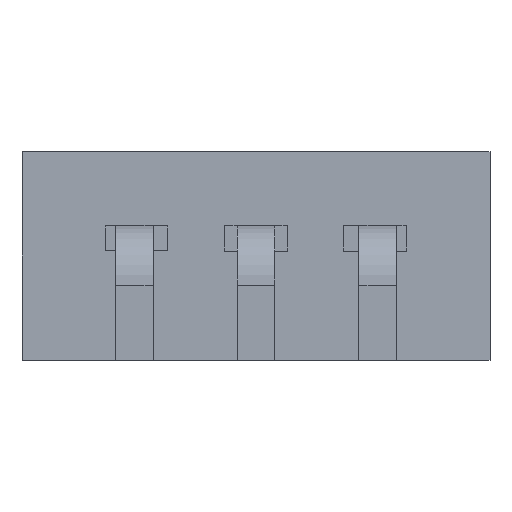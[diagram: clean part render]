
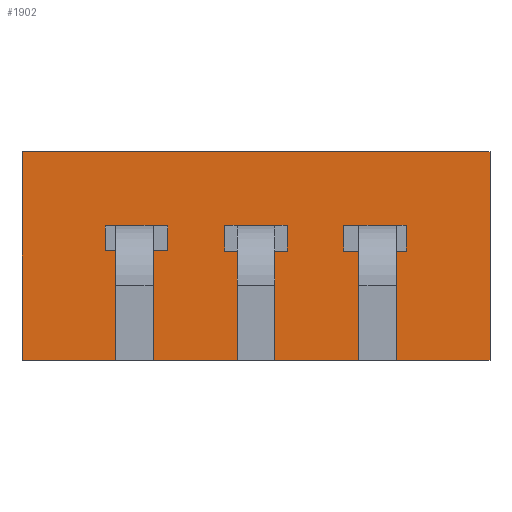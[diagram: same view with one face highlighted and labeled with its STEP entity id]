
A CAD part, front view. The second image highlights one B-rep face of the part: STEP entity #1902.
In plain terms, the highlighted planar face has unit normal (0, -1, 0).
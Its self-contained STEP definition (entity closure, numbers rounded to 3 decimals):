
#12 = EDGE_LOOP ( 'NONE', ( #2946, #347, #33, #6101 ) ) ;
#33 = ORIENTED_EDGE ( 'NONE', *, *, #1035, .F. ) ;
#72 = EDGE_CURVE ( 'NONE', #1809, #4657, #3489, .T. ) ;
#232 = CARTESIAN_POINT ( 'NONE',  ( -3.21, 3.937, -0.349 ) ) ;
#330 = VERTEX_POINT ( 'NONE', #6648 ) ;
#347 = ORIENTED_EDGE ( 'NONE', *, *, #2584, .F. ) ;
#367 = LINE ( 'NONE', #5508, #3264 ) ;
#566 = EDGE_CURVE ( 'NONE', #5753, #7063, #4936, .T. ) ;
#587 = LINE ( 'NONE', #3970, #4533 ) ;
#717 = EDGE_CURVE ( 'NONE', #5687, #6715, #1640, .T. ) ;
#876 = ORIENTED_EDGE ( 'NONE', *, *, #3056, .F. ) ;
#889 = VECTOR ( 'NONE', #1519, 1000. ) ;
#920 = LINE ( 'NONE', #1575, #3493 ) ;
#947 = DIRECTION ( 'NONE',  ( 0., 0., -1. ) ) ;
#951 = EDGE_CURVE ( 'NONE', #4148, #330, #4207, .T. ) ;
#961 = EDGE_CURVE ( 'NONE', #330, #1419, #3061, .T. ) ;
#1029 = VECTOR ( 'NONE', #1461, 1000. ) ;
#1035 = EDGE_CURVE ( 'NONE', #1419, #4030, #587, .T. ) ;
#1084 = VERTEX_POINT ( 'NONE', #1323 ) ;
#1164 = LINE ( 'NONE', #2248, #6767 ) ;
#1221 = VERTEX_POINT ( 'NONE', #3635 ) ;
#1275 = EDGE_CURVE ( 'NONE', #6216, #3637, #1432, .T. ) ;
#1323 = CARTESIAN_POINT ( 'NONE',  ( -0.67, 3.937, -0.359 ) ) ;
#1326 = VECTOR ( 'NONE', #6468, 1000. ) ;
#1371 = CARTESIAN_POINT ( 'NONE',  ( -0.67, 3.937, -0.359 ) ) ;
#1419 = VERTEX_POINT ( 'NONE', #6383 ) ;
#1432 = LINE ( 'NONE', #2599, #5457 ) ;
#1441 = LINE ( 'NONE', #5420, #5989 ) ;
#1461 = DIRECTION ( 'NONE',  ( 0., 0., 1. ) ) ;
#1480 = DIRECTION ( 'NONE',  ( 0., 0., -1. ) ) ;
#1482 = DIRECTION ( 'NONE',  ( 0., 0., -1. ) ) ;
#1519 = DIRECTION ( 'NONE',  ( 0., 0., 1. ) ) ;
#1575 = CARTESIAN_POINT ( 'NONE',  ( 0.664, 3.937, -0.359 ) ) ;
#1578 = EDGE_LOOP ( 'NONE', ( #4612, #3197, #7319, #2769 ) ) ;
#1583 = PLANE ( 'NONE',  #1587 ) ;
#1587 = AXIS2_PLACEMENT_3D ( 'NONE', #3271, #3855, #6113 ) ;
#1619 = FACE_BOUND ( 'NONE', #5335, .T. ) ;
#1620 = CARTESIAN_POINT ( 'NONE',  ( 1.87, 3.937, 0.187 ) ) ;
#1634 = ORIENTED_EDGE ( 'NONE', *, *, #6299, .F. ) ;
#1640 = LINE ( 'NONE', #5723, #2880 ) ;
#1782 = EDGE_CURVE ( 'NONE', #1084, #3874, #920, .T. ) ;
#1806 = DIRECTION ( 'NONE',  ( -1., 0., 0. ) ) ;
#1809 = VERTEX_POINT ( 'NONE', #5019 ) ;
#1829 = ORIENTED_EDGE ( 'NONE', *, *, #1275, .F. ) ;
#1902 = ADVANCED_FACE ( 'NONE', ( #5552, #6080, #1619, #4399 ), #1583, .F. ) ;
#2003 = DIRECTION ( 'NONE',  ( -1., 0., 0. ) ) ;
#2151 = EDGE_CURVE ( 'NONE', #6445, #7063, #1441, .T. ) ;
#2248 = CARTESIAN_POINT ( 'NONE',  ( 1.87, 3.937, -0.359 ) ) ;
#2285 = EDGE_LOOP ( 'NONE', ( #1634, #7055, #4785, #6525 ) ) ;
#2584 = EDGE_CURVE ( 'NONE', #4030, #4148, #367, .T. ) ;
#2599 = CARTESIAN_POINT ( 'NONE',  ( 3.204, 3.937, -0.359 ) ) ;
#2769 = ORIENTED_EDGE ( 'NONE', *, *, #3972, .T. ) ;
#2880 = VECTOR ( 'NONE', #3910, 1000. ) ;
#2936 = DIRECTION ( 'NONE',  ( -1., 0., 0. ) ) ;
#2946 = ORIENTED_EDGE ( 'NONE', *, *, #951, .F. ) ;
#2966 = VECTOR ( 'NONE', #5536, 1000. ) ;
#3056 = EDGE_CURVE ( 'NONE', #3637, #1809, #5490, .T. ) ;
#3061 = LINE ( 'NONE', #7020, #1326 ) ;
#3195 = CARTESIAN_POINT ( 'NONE',  ( -1.876, 3.937, 0.177 ) ) ;
#3197 = ORIENTED_EDGE ( 'NONE', *, *, #566, .F. ) ;
#3201 = DIRECTION ( 'NONE',  ( 1., 0., 0. ) ) ;
#3225 = ORIENTED_EDGE ( 'NONE', *, *, #5663, .F. ) ;
#3264 = VECTOR ( 'NONE', #2003, 1000. ) ;
#3271 = CARTESIAN_POINT ( 'NONE',  ( 4.985, 3.937, 1.759 ) ) ;
#3449 = CARTESIAN_POINT ( 'NONE',  ( 0.664, 3.937, 0.187 ) ) ;
#3489 = LINE ( 'NONE', #5784, #4061 ) ;
#3493 = VECTOR ( 'NONE', #3201, 1000. ) ;
#3524 = CARTESIAN_POINT ( 'NONE',  ( 0.664, 3.937, -0.359 ) ) ;
#3635 = CARTESIAN_POINT ( 'NONE',  ( 4.985, 3.937, 1.759 ) ) ;
#3637 = VERTEX_POINT ( 'NONE', #7178 ) ;
#3647 = DIRECTION ( 'NONE',  ( 0., 0., -1. ) ) ;
#3730 = EDGE_CURVE ( 'NONE', #1221, #5753, #3785, .T. ) ;
#3785 = LINE ( 'NONE', #4333, #4332 ) ;
#3793 = CARTESIAN_POINT ( 'NONE',  ( 3.204, 3.937, -0.359 ) ) ;
#3855 = DIRECTION ( 'NONE',  ( 0., 1., 0. ) ) ;
#3873 = CARTESIAN_POINT ( 'NONE',  ( -3.21, 3.937, 0.177 ) ) ;
#3874 = VERTEX_POINT ( 'NONE', #6839 ) ;
#3910 = DIRECTION ( 'NONE',  ( -1., 0., 0. ) ) ;
#3954 = VECTOR ( 'NONE', #1806, 1000. ) ;
#3970 = CARTESIAN_POINT ( 'NONE',  ( -1.876, 3.937, -0.349 ) ) ;
#3972 = EDGE_CURVE ( 'NONE', #1221, #6445, #5250, .T. ) ;
#4030 = VERTEX_POINT ( 'NONE', #3195 ) ;
#4061 = VECTOR ( 'NONE', #2936, 1000. ) ;
#4148 = VERTEX_POINT ( 'NONE', #3873 ) ;
#4207 = LINE ( 'NONE', #232, #5840 ) ;
#4332 = VECTOR ( 'NONE', #947, 1000. ) ;
#4333 = CARTESIAN_POINT ( 'NONE',  ( 4.985, 3.937, 1.759 ) ) ;
#4399 = FACE_BOUND ( 'NONE', #12, .T. ) ;
#4533 = VECTOR ( 'NONE', #6228, 1000. ) ;
#4612 = ORIENTED_EDGE ( 'NONE', *, *, #2151, .T. ) ;
#4621 = CARTESIAN_POINT ( 'NONE',  ( -4.985, 3.937, -2.686 ) ) ;
#4657 = VERTEX_POINT ( 'NONE', #1620 ) ;
#4785 = ORIENTED_EDGE ( 'NONE', *, *, #7088, .F. ) ;
#4848 = LINE ( 'NONE', #3524, #1029 ) ;
#4936 = LINE ( 'NONE', #6097, #2966 ) ;
#4960 = VECTOR ( 'NONE', #1482, 1000. ) ;
#5019 = CARTESIAN_POINT ( 'NONE',  ( 3.204, 3.937, 0.187 ) ) ;
#5102 = DIRECTION ( 'NONE',  ( 0., 0., -1. ) ) ;
#5250 = LINE ( 'NONE', #6995, #3954 ) ;
#5335 = EDGE_LOOP ( 'NONE', ( #3225, #6625, #876, #1829 ) ) ;
#5420 = CARTESIAN_POINT ( 'NONE',  ( -4.985, 3.937, 1.759 ) ) ;
#5451 = LINE ( 'NONE', #1371, #4960 ) ;
#5457 = VECTOR ( 'NONE', #6013, 1000. ) ;
#5490 = LINE ( 'NONE', #3793, #889 ) ;
#5508 = CARTESIAN_POINT ( 'NONE',  ( -1.876, 3.937, 0.177 ) ) ;
#5536 = DIRECTION ( 'NONE',  ( -1., 0., 0. ) ) ;
#5552 = FACE_BOUND ( 'NONE', #2285, .T. ) ;
#5663 = EDGE_CURVE ( 'NONE', #4657, #6216, #1164, .T. ) ;
#5687 = VERTEX_POINT ( 'NONE', #3449 ) ;
#5702 = CARTESIAN_POINT ( 'NONE',  ( -4.985, 3.937, 1.759 ) ) ;
#5712 = CARTESIAN_POINT ( 'NONE',  ( 1.87, 3.937, -0.359 ) ) ;
#5723 = CARTESIAN_POINT ( 'NONE',  ( 0.664, 3.937, 0.187 ) ) ;
#5753 = VERTEX_POINT ( 'NONE', #7106 ) ;
#5784 = CARTESIAN_POINT ( 'NONE',  ( 3.204, 3.937, 0.187 ) ) ;
#5840 = VECTOR ( 'NONE', #3647, 1000. ) ;
#5989 = VECTOR ( 'NONE', #1480, 1000. ) ;
#6013 = DIRECTION ( 'NONE',  ( 1., 0., 0. ) ) ;
#6080 = FACE_OUTER_BOUND ( 'NONE', #1578, .T. ) ;
#6097 = CARTESIAN_POINT ( 'NONE',  ( 4.985, 3.937, -2.686 ) ) ;
#6101 = ORIENTED_EDGE ( 'NONE', *, *, #961, .F. ) ;
#6113 = DIRECTION ( 'NONE',  ( 1., 0., 0. ) ) ;
#6216 = VERTEX_POINT ( 'NONE', #5712 ) ;
#6228 = DIRECTION ( 'NONE',  ( 0., 0., 1. ) ) ;
#6299 = EDGE_CURVE ( 'NONE', #6715, #1084, #5451, .T. ) ;
#6383 = CARTESIAN_POINT ( 'NONE',  ( -1.876, 3.937, -0.349 ) ) ;
#6445 = VERTEX_POINT ( 'NONE', #5702 ) ;
#6468 = DIRECTION ( 'NONE',  ( 1., 0., 0. ) ) ;
#6525 = ORIENTED_EDGE ( 'NONE', *, *, #1782, .F. ) ;
#6625 = ORIENTED_EDGE ( 'NONE', *, *, #72, .F. ) ;
#6648 = CARTESIAN_POINT ( 'NONE',  ( -3.21, 3.937, -0.349 ) ) ;
#6715 = VERTEX_POINT ( 'NONE', #6910 ) ;
#6767 = VECTOR ( 'NONE', #5102, 1000. ) ;
#6839 = CARTESIAN_POINT ( 'NONE',  ( 0.664, 3.937, -0.359 ) ) ;
#6910 = CARTESIAN_POINT ( 'NONE',  ( -0.67, 3.937, 0.187 ) ) ;
#6995 = CARTESIAN_POINT ( 'NONE',  ( 4.985, 3.937, 1.759 ) ) ;
#7020 = CARTESIAN_POINT ( 'NONE',  ( -1.876, 3.937, -0.349 ) ) ;
#7055 = ORIENTED_EDGE ( 'NONE', *, *, #717, .F. ) ;
#7063 = VERTEX_POINT ( 'NONE', #4621 ) ;
#7088 = EDGE_CURVE ( 'NONE', #3874, #5687, #4848, .T. ) ;
#7106 = CARTESIAN_POINT ( 'NONE',  ( 4.985, 3.937, -2.686 ) ) ;
#7178 = CARTESIAN_POINT ( 'NONE',  ( 3.204, 3.937, -0.359 ) ) ;
#7319 = ORIENTED_EDGE ( 'NONE', *, *, #3730, .F. ) ;
